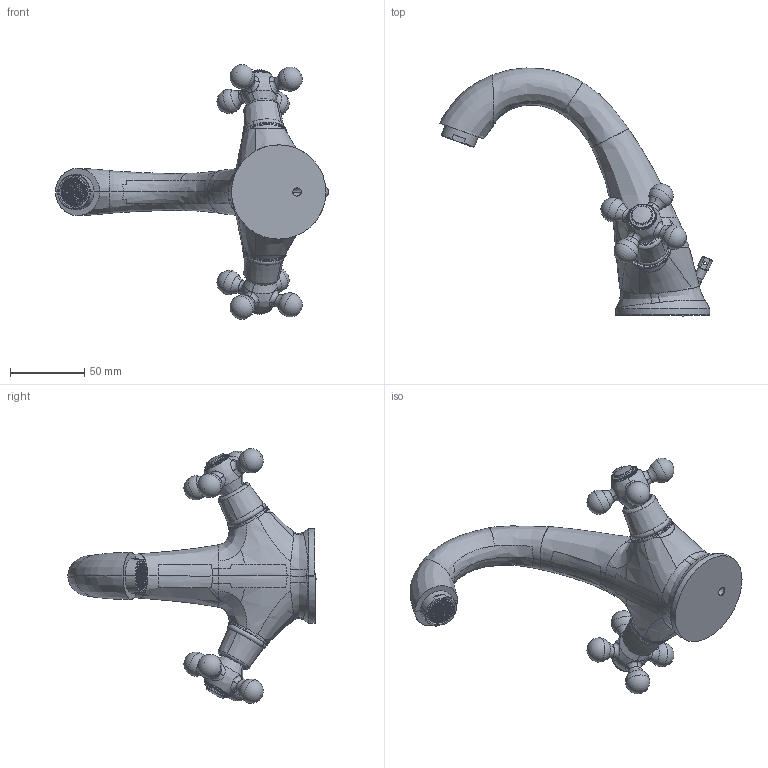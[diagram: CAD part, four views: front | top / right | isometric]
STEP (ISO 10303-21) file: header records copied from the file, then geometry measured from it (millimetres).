
FILE_DESCRIPTION (( 'STEP AP203' ), '1' );
FILE_NAME ('99011.STEP', '2021-09-20T12:26:23', ( '' ), ( '' ), 'SwSTEP 2.0', 'SolidWorks 2021', '' );
FILE_SCHEMA (( 'CONFIG_CONTROL_DESIGN' ));
Products named in the file (6): 234051CP狟阨黑芛_MODEL_1; 99011; 瑚恮れ邐ん_x_t_MODEL_1_1; solid_1; Part_1_1; 209055_MODEL_1
Assembly tree (6 placements, depth 2):
  99011
    瑚恮れ邐ん_x_t_MODEL_1_1
    209055_MODEL_1
    234051CP狟阨黑芛_MODEL_1
    Part_1_1
    solid_1  x2
Bounding box: 184.16 x 167.39 x 171.82 mm (x, y, z)
Volume: 62717.1 mm3; surface area: 58070.4 mm2
Topology: 4 solids, 1063 shells, 2012 faces, 10475 edges, 9223 vertices
Faces by surface type: plane 1207, cylinder 516, bspline 205, cone 38, torus 28, sphere 18
Full cylindrical faces by diameter (mm): 0.6 x126
Entity records: 155084 total; most frequent: CARTESIAN_POINT 88316, ORIENTED_EDGE 12781, EDGE_CURVE 9652, DIRECTION 9215, VERTEX_POINT 8761, VECTOR 5237, LINE 5237, B_SPLINE_CURVE_WITH_KNOTS 4021
